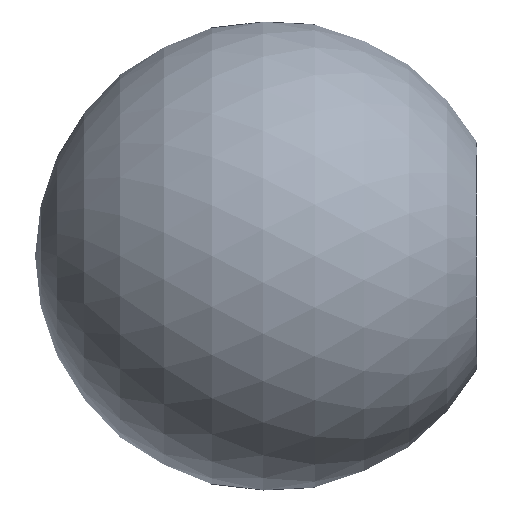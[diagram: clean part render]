
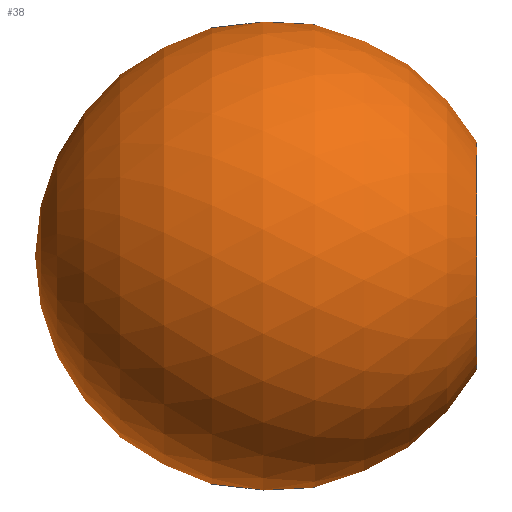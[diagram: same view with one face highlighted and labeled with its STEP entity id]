
A CAD part, left-side view. The second image highlights one B-rep face of the part: STEP entity #38.
In plain terms, the highlighted spherical face has radius 17.595 mm.
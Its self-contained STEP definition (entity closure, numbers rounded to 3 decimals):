
#38 = ADVANCED_FACE( '', ( #75, #76 ), #77, .T. );
#75 = FACE_BOUND( '', #106, .T. );
#76 = FACE_OUTER_BOUND( '', #107, .T. );
#77 = SPHERICAL_SURFACE( '', #108, 17.595 );
#106 = VERTEX_LOOP( '', #139 );
#107 = EDGE_LOOP( '', ( #140 ) );
#108 = AXIS2_PLACEMENT_3D( '', #141, #142, #143 );
#139 = VERTEX_POINT( '', #160 );
#140 = ORIENTED_EDGE( '', *, *, #154, .F. );
#141 = CARTESIAN_POINT( '', ( 0., 15.405, 0. ) );
#142 = DIRECTION( '', ( 0., -1., 0. ) );
#143 = DIRECTION( '', ( 1., 0., 0. ) );
#154 = EDGE_CURVE( '', #169, #169, #170, .T. );
#160 = CARTESIAN_POINT( '', ( 0., 33., 0. ) );
#169 = VERTEX_POINT( '', #185 );
#170 = CIRCLE( '', #186, 8.5 );
#185 = CARTESIAN_POINT( '', ( 0., 0., -8.5 ) );
#186 = AXIS2_PLACEMENT_3D( '', #201, #202, #203 );
#201 = CARTESIAN_POINT( '', ( 0., 0., 0. ) );
#202 = DIRECTION( '', ( 0., -1., 0. ) );
#203 = DIRECTION( '', ( 0., 0., -1. ) );
